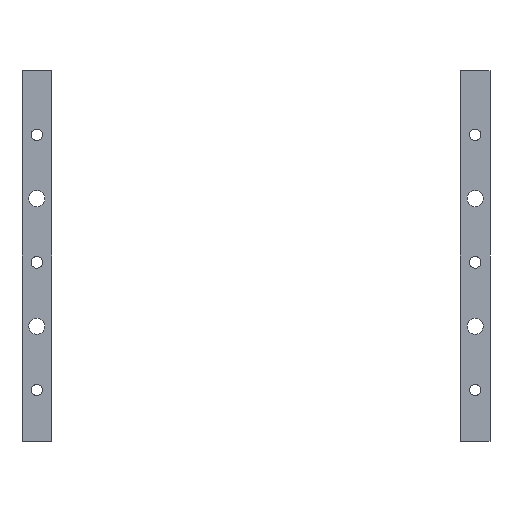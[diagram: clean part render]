
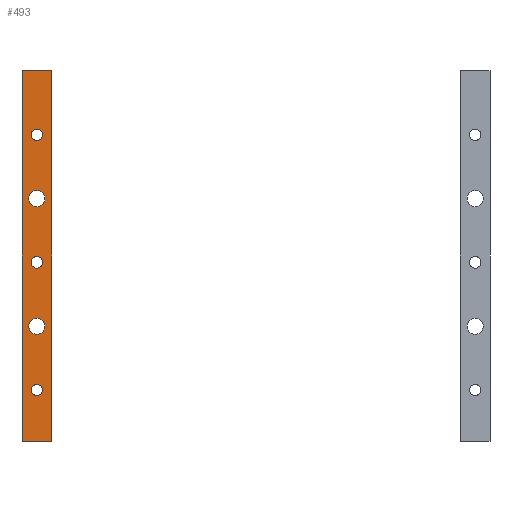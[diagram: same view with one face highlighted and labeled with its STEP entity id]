
A CAD part, front view. The second image highlights one B-rep face of the part: STEP entity #493.
In plain terms, the highlighted planar face has unit normal (0, -1, 0).
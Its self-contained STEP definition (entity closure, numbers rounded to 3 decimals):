
#1 = ORIENTED_EDGE ( 'NONE', *, *, #44, .F. ) ;
#5 = ORIENTED_EDGE ( 'NONE', *, *, #795, .F. ) ;
#8 = EDGE_CURVE ( 'NONE', #266, #827, #377, .T. ) ;
#26 = EDGE_LOOP ( 'NONE', ( #777, #328, #855, #899 ) ) ;
#37 = ORIENTED_EDGE ( 'NONE', *, *, #135, .T. ) ;
#41 = LINE ( 'NONE', #584, #236 ) ;
#44 = EDGE_CURVE ( 'NONE', #790, #248, #812, .T. ) ;
#58 = CARTESIAN_POINT ( 'NONE',  ( 0., 0., -87. ) ) ;
#71 = FACE_BOUND ( 'NONE', #280, .T. ) ;
#80 = EDGE_LOOP ( 'NONE', ( #156, #1085 ) ) ;
#90 = AXIS2_PLACEMENT_3D ( 'NONE', #950, #866, #250 ) ;
#96 = CIRCLE ( 'NONE', #886, 1.35 ) ;
#109 = CIRCLE ( 'NONE', #269, 1.35 ) ;
#110 = CARTESIAN_POINT ( 'NONE',  ( 3.5, 0., -58.1 ) ) ;
#116 = CARTESIAN_POINT ( 'NONE',  ( 3.5, 0., -75. ) ) ;
#135 = EDGE_CURVE ( 'NONE', #659, #357, #241, .T. ) ;
#139 = DIRECTION ( 'NONE',  ( 0., 0., 1. ) ) ;
#140 = ORIENTED_EDGE ( 'NONE', *, *, #279, .T. ) ;
#141 = CARTESIAN_POINT ( 'NONE',  ( 3.5, 0., -45. ) ) ;
#148 = PLANE ( 'NONE',  #503 ) ;
#156 = ORIENTED_EDGE ( 'NONE', *, *, #741, .F. ) ;
#158 = EDGE_CURVE ( 'NONE', #355, #331, #209, .T. ) ;
#164 = CIRCLE ( 'NONE', #904, 1.9 ) ;
#172 = EDGE_CURVE ( 'NONE', #898, #856, #186, .T. ) ;
#175 = EDGE_LOOP ( 'NONE', ( #358, #255 ) ) ;
#185 = DIRECTION ( 'NONE',  ( 0., -1., 0. ) ) ;
#186 = CIRCLE ( 'NONE', #90, 1.9 ) ;
#193 = AXIS2_PLACEMENT_3D ( 'NONE', #870, #435, #342 ) ;
#198 = AXIS2_PLACEMENT_3D ( 'NONE', #116, #981, #897 ) ;
#209 = LINE ( 'NONE', #613, #863 ) ;
#214 = DIRECTION ( 'NONE',  ( 0., 1., 0. ) ) ;
#217 = CARTESIAN_POINT ( 'NONE',  ( 3.5, 0., -45. ) ) ;
#226 = DIRECTION ( 'NONE',  ( 0., -1., 0. ) ) ;
#236 = VECTOR ( 'NONE', #770, 1000. ) ;
#241 = CIRCLE ( 'NONE', #193, 1.35 ) ;
#242 = EDGE_LOOP ( 'NONE', ( #5, #1 ) ) ;
#248 = VERTEX_POINT ( 'NONE', #1080 ) ;
#250 = DIRECTION ( 'NONE',  ( 0., 0., -1. ) ) ;
#255 = ORIENTED_EDGE ( 'NONE', *, *, #880, .T. ) ;
#263 = CIRCLE ( 'NONE', #198, 1.35 ) ;
#266 = VERTEX_POINT ( 'NONE', #491 ) ;
#268 = DIRECTION ( 'NONE',  ( 0., 1., 0. ) ) ;
#269 = AXIS2_PLACEMENT_3D ( 'NONE', #217, #739, #139 ) ;
#274 = CIRCLE ( 'NONE', #319, 1.35 ) ;
#277 = CARTESIAN_POINT ( 'NONE',  ( 3.5, 0., -43.65 ) ) ;
#279 = EDGE_CURVE ( 'NONE', #560, #955, #109, .T. ) ;
#280 = EDGE_LOOP ( 'NONE', ( #140, #420 ) ) ;
#282 = FACE_BOUND ( 'NONE', #242, .T. ) ;
#284 = DIRECTION ( 'NONE',  ( 0., -1., 0. ) ) ;
#298 = EDGE_LOOP ( 'NONE', ( #570, #37 ) ) ;
#319 = AXIS2_PLACEMENT_3D ( 'NONE', #362, #268, #794 ) ;
#323 = CARTESIAN_POINT ( 'NONE',  ( 3.5, 0., -60. ) ) ;
#328 = ORIENTED_EDGE ( 'NONE', *, *, #451, .F. ) ;
#331 = VERTEX_POINT ( 'NONE', #1068 ) ;
#342 = DIRECTION ( 'NONE',  ( 0., 0., 1. ) ) ;
#349 = CARTESIAN_POINT ( 'NONE',  ( 3.5, 0., -28.1 ) ) ;
#351 = CARTESIAN_POINT ( 'NONE',  ( 0., 0., -87. ) ) ;
#355 = VERTEX_POINT ( 'NONE', #389 ) ;
#357 = VERTEX_POINT ( 'NONE', #994 ) ;
#358 = ORIENTED_EDGE ( 'NONE', *, *, #8, .T. ) ;
#362 = CARTESIAN_POINT ( 'NONE',  ( 3.5, 0., -15. ) ) ;
#377 = CIRCLE ( 'NONE', #1063, 1.35 ) ;
#389 = CARTESIAN_POINT ( 'NONE',  ( 7., 0., 0. ) ) ;
#414 = DIRECTION ( 'NONE',  ( 0., 0., 1. ) ) ;
#420 = ORIENTED_EDGE ( 'NONE', *, *, #488, .T. ) ;
#435 = DIRECTION ( 'NONE',  ( 0., 1., 0. ) ) ;
#451 = EDGE_CURVE ( 'NONE', #331, #653, #807, .T. ) ;
#472 = CARTESIAN_POINT ( 'NONE',  ( 3.5, 0., -15. ) ) ;
#487 = CARTESIAN_POINT ( 'NONE',  ( 0., 0., 0. ) ) ;
#488 = EDGE_CURVE ( 'NONE', #955, #560, #96, .T. ) ;
#491 = CARTESIAN_POINT ( 'NONE',  ( 3.5, 0., -16.35 ) ) ;
#493 = ADVANCED_FACE ( 'NONE', ( #532, #282, #983, #780, #71, #959 ), #148, .T. ) ;
#503 = AXIS2_PLACEMENT_3D ( 'NONE', #750, #226, #1008 ) ;
#507 = DIRECTION ( 'NONE',  ( 0., 0., -1. ) ) ;
#511 = VERTEX_POINT ( 'NONE', #487 ) ;
#532 = FACE_BOUND ( 'NONE', #80, .T. ) ;
#534 = EDGE_CURVE ( 'NONE', #511, #355, #41, .T. ) ;
#545 = DIRECTION ( 'NONE',  ( 0., 0., -1. ) ) ;
#560 = VERTEX_POINT ( 'NONE', #861 ) ;
#570 = ORIENTED_EDGE ( 'NONE', *, *, #937, .T. ) ;
#584 = CARTESIAN_POINT ( 'NONE',  ( 0., 0., 0. ) ) ;
#613 = CARTESIAN_POINT ( 'NONE',  ( 7., 0., 0. ) ) ;
#653 = VERTEX_POINT ( 'NONE', #351 ) ;
#659 = VERTEX_POINT ( 'NONE', #1045 ) ;
#660 = DIRECTION ( 'NONE',  ( -1., 0., 0. ) ) ;
#687 = DIRECTION ( 'NONE',  ( 0., 0., -1. ) ) ;
#716 = CARTESIAN_POINT ( 'NONE',  ( 3.5, 0., -30. ) ) ;
#730 = EDGE_CURVE ( 'NONE', #653, #511, #1077, .T. ) ;
#738 = DIRECTION ( 'NONE',  ( 0., 0., -1. ) ) ;
#739 = DIRECTION ( 'NONE',  ( 0., 1., 0. ) ) ;
#741 = EDGE_CURVE ( 'NONE', #856, #898, #164, .T. ) ;
#745 = DIRECTION ( 'NONE',  ( 0., 1., 0. ) ) ;
#750 = CARTESIAN_POINT ( 'NONE',  ( 0., 0., 0. ) ) ;
#770 = DIRECTION ( 'NONE',  ( 1., 0., 0. ) ) ;
#777 = ORIENTED_EDGE ( 'NONE', *, *, #730, .F. ) ;
#780 = FACE_BOUND ( 'NONE', #175, .T. ) ;
#781 = CARTESIAN_POINT ( 'NONE',  ( 3.5, 0., -13.65 ) ) ;
#784 = AXIS2_PLACEMENT_3D ( 'NONE', #965, #185, #545 ) ;
#790 = VERTEX_POINT ( 'NONE', #110 ) ;
#794 = DIRECTION ( 'NONE',  ( 0., 0., 1. ) ) ;
#795 = EDGE_CURVE ( 'NONE', #248, #790, #1027, .T. ) ;
#807 = LINE ( 'NONE', #58, #1015 ) ;
#812 = CIRCLE ( 'NONE', #900, 1.9 ) ;
#827 = VERTEX_POINT ( 'NONE', #781 ) ;
#835 = CARTESIAN_POINT ( 'NONE',  ( 0., 0., 0. ) ) ;
#855 = ORIENTED_EDGE ( 'NONE', *, *, #158, .F. ) ;
#856 = VERTEX_POINT ( 'NONE', #877 ) ;
#861 = CARTESIAN_POINT ( 'NONE',  ( 3.5, 0., -46.35 ) ) ;
#863 = VECTOR ( 'NONE', #687, 1000. ) ;
#866 = DIRECTION ( 'NONE',  ( 0., -1., 0. ) ) ;
#870 = CARTESIAN_POINT ( 'NONE',  ( 3.5, 0., -75. ) ) ;
#877 = CARTESIAN_POINT ( 'NONE',  ( 3.5, 0., -31.9 ) ) ;
#880 = EDGE_CURVE ( 'NONE', #827, #266, #274, .T. ) ;
#884 = VECTOR ( 'NONE', #915, 1000. ) ;
#886 = AXIS2_PLACEMENT_3D ( 'NONE', #141, #214, #1088 ) ;
#897 = DIRECTION ( 'NONE',  ( 0., 0., 1. ) ) ;
#898 = VERTEX_POINT ( 'NONE', #349 ) ;
#899 = ORIENTED_EDGE ( 'NONE', *, *, #534, .F. ) ;
#900 = AXIS2_PLACEMENT_3D ( 'NONE', #323, #935, #507 ) ;
#904 = AXIS2_PLACEMENT_3D ( 'NONE', #716, #284, #738 ) ;
#915 = DIRECTION ( 'NONE',  ( 0., 0., 1. ) ) ;
#935 = DIRECTION ( 'NONE',  ( 0., -1., 0. ) ) ;
#937 = EDGE_CURVE ( 'NONE', #357, #659, #263, .T. ) ;
#950 = CARTESIAN_POINT ( 'NONE',  ( 3.5, 0., -30. ) ) ;
#955 = VERTEX_POINT ( 'NONE', #277 ) ;
#959 = FACE_BOUND ( 'NONE', #298, .T. ) ;
#965 = CARTESIAN_POINT ( 'NONE',  ( 3.5, 0., -60. ) ) ;
#981 = DIRECTION ( 'NONE',  ( 0., 1., 0. ) ) ;
#983 = FACE_OUTER_BOUND ( 'NONE', #26, .T. ) ;
#994 = CARTESIAN_POINT ( 'NONE',  ( 3.5, 0., -76.35 ) ) ;
#1008 = DIRECTION ( 'NONE',  ( 0., 0., -1. ) ) ;
#1015 = VECTOR ( 'NONE', #660, 1000. ) ;
#1027 = CIRCLE ( 'NONE', #784, 1.9 ) ;
#1045 = CARTESIAN_POINT ( 'NONE',  ( 3.5, 0., -73.65 ) ) ;
#1063 = AXIS2_PLACEMENT_3D ( 'NONE', #472, #745, #414 ) ;
#1068 = CARTESIAN_POINT ( 'NONE',  ( 7., 0., -87. ) ) ;
#1077 = LINE ( 'NONE', #835, #884 ) ;
#1080 = CARTESIAN_POINT ( 'NONE',  ( 3.5, 0., -61.9 ) ) ;
#1085 = ORIENTED_EDGE ( 'NONE', *, *, #172, .F. ) ;
#1088 = DIRECTION ( 'NONE',  ( 0., 0., 1. ) ) ;
